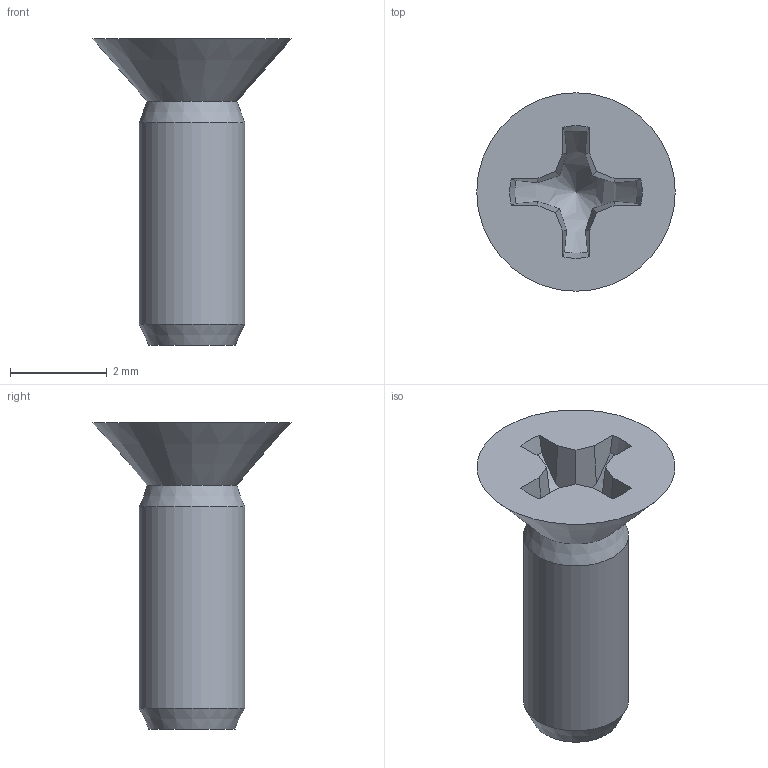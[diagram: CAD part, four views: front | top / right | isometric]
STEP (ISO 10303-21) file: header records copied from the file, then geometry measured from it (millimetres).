
FILE_DESCRIPTION(/* description */ (''),/* implementation_level */ '2;1');
FILE_NAME(/* name */ 'No 2 Screw^225-00000-000_CD.stp',/* time_stamp */ '2018-07-31T12:50:10-07:00',/* author */ ('MJ'),/* organization */ (''),/* preprocessor_version */ 'ST-DEVELOPER v16.13',/* originating_system */ 'Autodesk Inventor 2018',/* authorisation */ '');
FILE_SCHEMA (('AUTOMOTIVE_DESIGN { 1 0 10303 214 3 1 1 }'));
Length unit declared in the file: inch
Products named in the file (1): No 2 Screw^225-00000-000_CD
Bounding box: 4.11 x 4.11 x 6.35 mm (x, y, z)
Volume: 25.2 mm3; surface area: 74.2 mm2
Topology: 1 solids, 1 shells, 27 faces, 72 edges, 47 vertices
Faces by surface type: plane 18, cone 8, cylinder 1
Full cylindrical faces by diameter (mm): 2.184 x1
Entity records: 832 total; most frequent: CARTESIAN_POINT 194, ORIENTED_EDGE 130, DIRECTION 110, EDGE_CURVE 65, VERTEX_POINT 45, AXIS2_PLACEMENT_3D 41, EDGE_LOOP 32, LINE 28
